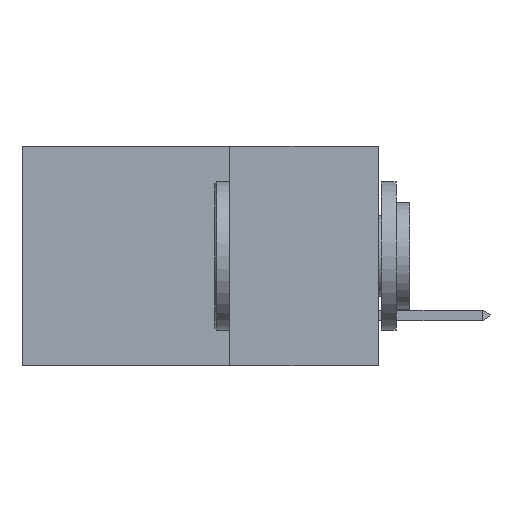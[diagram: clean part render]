
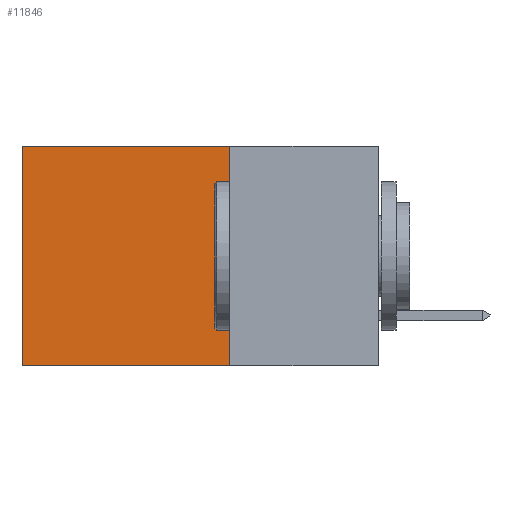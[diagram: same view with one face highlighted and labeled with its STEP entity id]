
A CAD part, left-side view. The second image highlights one B-rep face of the part: STEP entity #11846.
In plain terms, the highlighted planar face has unit normal (-1, 0, 0).
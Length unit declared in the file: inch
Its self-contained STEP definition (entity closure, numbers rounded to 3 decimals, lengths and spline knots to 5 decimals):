
#866 = VERTEX_POINT ( 'NONE', #11939 ) ;
#1538 = LINE ( 'NONE', #5291, #3259 ) ;
#1810 = CARTESIAN_POINT ( 'NONE',  ( 0.2615, 0.25, 0. ) ) ;
#2004 = VECTOR ( 'NONE', #2063, 39.37008 ) ;
#2038 = EDGE_LOOP ( 'NONE', ( #7387, #10209, #6564, #3783 ) ) ;
#2039 = DIRECTION ( 'NONE',  ( 0., 0., -1. ) ) ;
#2063 = DIRECTION ( 'NONE',  ( 0., 1., 0. ) ) ;
#2406 = AXIS2_PLACEMENT_3D ( 'NONE', #11612, #11663, #4972 ) ;
#2678 = EDGE_CURVE ( 'NONE', #10878, #866, #3870, .T. ) ;
#2819 = VECTOR ( 'NONE', #2039, 39.37008 ) ;
#2887 = CARTESIAN_POINT ( 'NONE',  ( 0.2615, 0.25, -0.37 ) ) ;
#3142 = FACE_OUTER_BOUND ( 'NONE', #2038, .T. ) ;
#3259 = VECTOR ( 'NONE', #8209, 39.37008 ) ;
#3783 = ORIENTED_EDGE ( 'NONE', *, *, #8880, .T. ) ;
#3870 = LINE ( 'NONE', #2887, #2819 ) ;
#4380 = VERTEX_POINT ( 'NONE', #7518 ) ;
#4738 = LINE ( 'NONE', #5653, #2004 ) ;
#4972 = DIRECTION ( 'NONE',  ( 0., 0., -1. ) ) ;
#5291 = CARTESIAN_POINT ( 'NONE',  ( 0.2615, 0.25, -0.37 ) ) ;
#5503 = EDGE_CURVE ( 'NONE', #866, #4380, #1538, .T. ) ;
#5653 = CARTESIAN_POINT ( 'NONE',  ( 0.2615, 0.25, 0. ) ) ;
#6069 = CARTESIAN_POINT ( 'NONE',  ( 0.2615, 0.6, 0. ) ) ;
#6564 = ORIENTED_EDGE ( 'NONE', *, *, #2678, .F. ) ;
#7387 = ORIENTED_EDGE ( 'NONE', *, *, #10052, .T. ) ;
#7518 = CARTESIAN_POINT ( 'NONE',  ( 0.2615, 0.6, -0.37 ) ) ;
#7903 = PLANE ( 'NONE',  #2406 ) ;
#8209 = DIRECTION ( 'NONE',  ( 0., 1., 0. ) ) ;
#8880 = EDGE_CURVE ( 'NONE', #10878, #9481, #4738, .T. ) ;
#9481 = VERTEX_POINT ( 'NONE', #6069 ) ;
#10052 = EDGE_CURVE ( 'NONE', #9481, #4380, #11022, .T. ) ;
#10156 = DIRECTION ( 'NONE',  ( 0., 0., -1. ) ) ;
#10209 = ORIENTED_EDGE ( 'NONE', *, *, #5503, .F. ) ;
#10281 = CARTESIAN_POINT ( 'NONE',  ( 0.2615, 0.6, -0.37 ) ) ;
#10542 = VECTOR ( 'NONE', #10156, 39.37008 ) ;
#10878 = VERTEX_POINT ( 'NONE', #1810 ) ;
#11022 = LINE ( 'NONE', #10281, #10542 ) ;
#11612 = CARTESIAN_POINT ( 'NONE',  ( 0.2615, 0.25, -0.37 ) ) ;
#11663 = DIRECTION ( 'NONE',  ( 1., 0., 0. ) ) ;
#11846 = ADVANCED_FACE ( 'NONE', ( #3142 ), #7903, .F. ) ;
#11939 = CARTESIAN_POINT ( 'NONE',  ( 0.2615, 0.25, -0.37 ) ) ;
